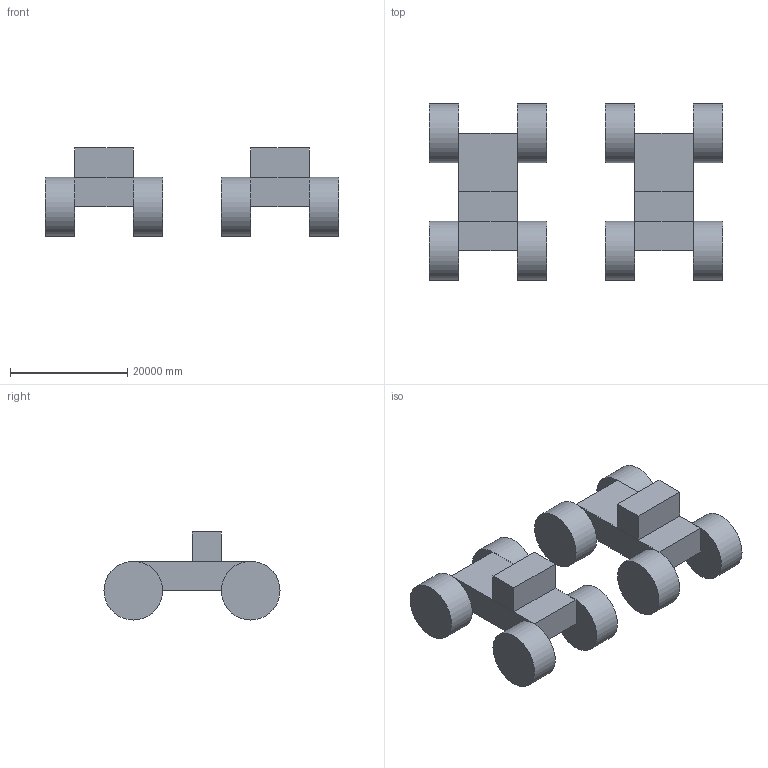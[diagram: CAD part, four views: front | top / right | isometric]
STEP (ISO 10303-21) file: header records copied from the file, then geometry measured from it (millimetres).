
FILE_DESCRIPTION(('HOOPS Exchange Step'),'2;1');
FILE_NAME('86e372c3-866e-4f17-99df-336cca2454b8.stp','2024-03-14T16:20:21+01:00',('mbini'),('Unknown organisation'),'HOOPS Exchange 2024.1','HOOPS Exchange','Unknown authorisation');
FILE_SCHEMA( ('AUTOMOTIVE_DESIGN { 1 0 10303 214 1 1 1 1 }') );
Length unit declared in the file: millimetre
Products named in the file (8): Wheel1; Base; B; A; Car1; 86e372c3-866e-4f17-99df-336cca2454b8
Assembly tree (16 placements, depth 4):
  86e372c3-866e-4f17-99df-336cca2454b8
    Car1
      B
        Wheel1  x4
        Base
      A
    Car1
      B
        Wheel1  x4
        Base
      A
Bounding box: 50000 x 30000 x 15000 mm (x, y, z)
Volume: 5641592653589.8 mm3; surface area: 4413274122.9 mm2
Topology: 12 solids, 12 shells, 48 faces, 88 edges, 64 vertices
Faces by surface type: plane 40, cylinder 8
Full cylindrical faces by diameter (mm): 10000 x8
Entity records: 614 total; most frequent: DIRECTION 97, CARTESIAN_POINT 81, ORIENTED_EDGE 58, AXIS2_PLACEMENT_3D 36, EDGE_CURVE 29, VECTOR 25, LINE 25, PRODUCT_DEFINITION_SHAPE 24
